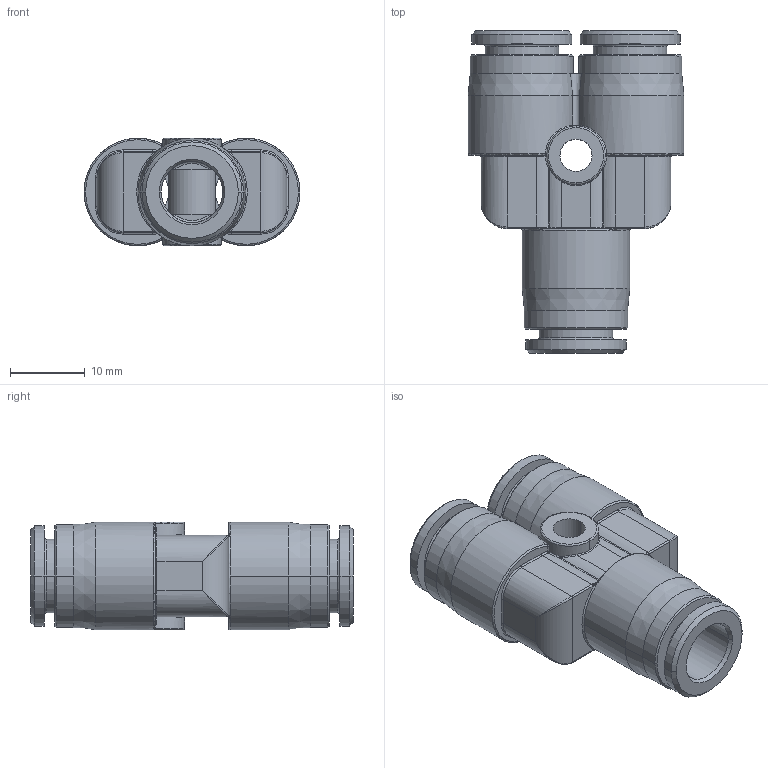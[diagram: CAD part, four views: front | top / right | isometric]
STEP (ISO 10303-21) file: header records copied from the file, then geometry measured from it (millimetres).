
FILE_DESCRIPTION(( 'MXP.37.08.08.stp' ), '1');
FILE_NAME( 'MXP.37.08.08.stp', '2021-02-22T15:45:18',( 'Sopra'),('sopra-pneumatic.com'), 'SwSTEP 2.0','SolidWorks 2009','' );
FILE_SCHEMA(('CONFIG_CONTROL_DESIGN'));
Length unit declared in the file: millimetre
Products named in the file (1): 367662B_982V-8FF
Bounding box: 28.9 x 43.2 x 14.4 mm (x, y, z)
Volume: 6397.9 mm3; surface area: 5674.6 mm2
Topology: 1 solids, 1 shells, 227 faces, 550 edges, 330 vertices
Faces by surface type: cylinder 73, bspline 44, torus 44, plane 42, cone 24
Entity records: 9583 total; most frequent: CARTESIAN_POINT 4420, ORIENTED_EDGE 1100, DIRECTION 1082, EDGE_CURVE 550, AXIS2_PLACEMENT_3D 463, VERTEX_POINT 330, CIRCLE 280, EDGE_LOOP 238
